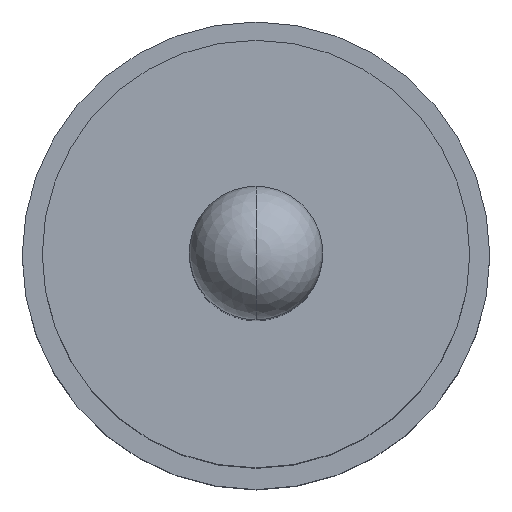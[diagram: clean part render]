
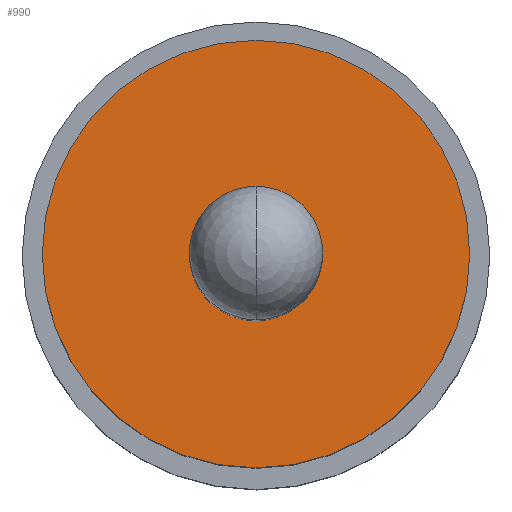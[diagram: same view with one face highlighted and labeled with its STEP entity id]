
A CAD part, top view. The second image highlights one B-rep face of the part: STEP entity #990.
In plain terms, the highlighted face is planar.
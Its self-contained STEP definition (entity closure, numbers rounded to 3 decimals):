
#500=CARTESIAN_POINT('',(16.4,77.,-11.8));
#510=VERTEX_POINT('',#500);
#600=CARTESIAN_POINT('',(19.6,77.,-11.8));
#610=VERTEX_POINT('',#600);
#640=CARTESIAN_POINT('',(18.,77.,-11.8));
#650=DIRECTION('',(-0.,0.,-1.));
#660=DIRECTION('',(0.,-1.,0.));
#670=AXIS2_PLACEMENT_3D('',#640,#650,#660);
#680=CIRCLE('',#670,1.6);
#690=EDGE_CURVE('',#610,#510,#680,.T.);
#740=CARTESIAN_POINT('',(18.,77.,-11.8));
#750=DIRECTION('',(0.,0.,-1.));
#760=DIRECTION('',(-1.,0.,0.));
#770=AXIS2_PLACEMENT_3D('',#740,#750,#760);
#780=PLANE('',#770);
#790=EDGE_CURVE('',#510,#610,#680,.T.);
#800=ORIENTED_EDGE('',*,*,#790,.T.);
#810=ORIENTED_EDGE('',*,*,#690,.T.);
#820=EDGE_LOOP('',(#810,#800));
#830=FACE_OUTER_BOUND('',#820,.T.);
#840=CARTESIAN_POINT('',(18.,77.,-11.8));
#850=DIRECTION('',(0.,0.,1.));
#860=DIRECTION('',(-1.,0.,0.));
#870=AXIS2_PLACEMENT_3D('',#840,#850,#860);
#880=CIRCLE('',#870,0.5);
#890=CARTESIAN_POINT('',(17.5,77.,-11.8));
#900=VERTEX_POINT('',#890);
#910=CARTESIAN_POINT('',(18.5,77.,-11.8));
#920=VERTEX_POINT('',#910);
#930=EDGE_CURVE('',#900,#920,#880,.T.);
#940=ORIENTED_EDGE('',*,*,#930,.T.);
#950=EDGE_CURVE('',#920,#900,#880,.T.);
#960=ORIENTED_EDGE('',*,*,#950,.T.);
#970=EDGE_LOOP('',(#960,#940));
#980=FACE_BOUND('',#970,.T.);
#990=ADVANCED_FACE('',(#830,#980),#780,.T.);
